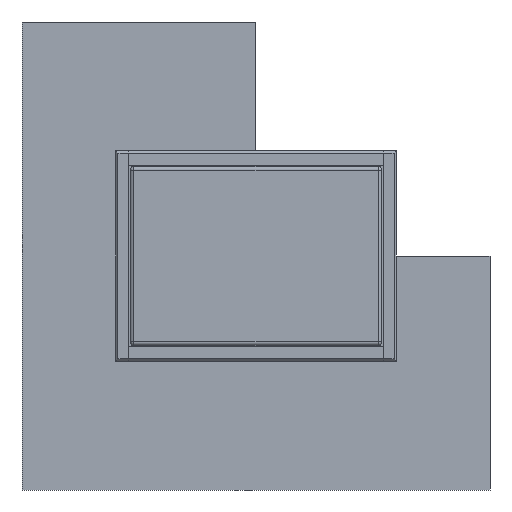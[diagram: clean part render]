
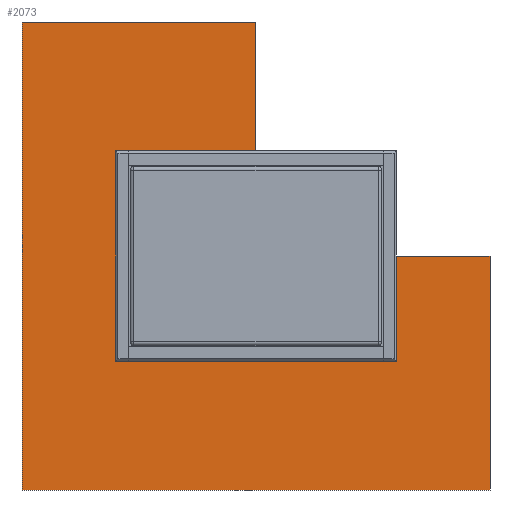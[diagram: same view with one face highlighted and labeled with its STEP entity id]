
A CAD part, front view. The second image highlights one B-rep face of the part: STEP entity #2073.
In plain terms, the highlighted planar face has unit normal (0, -1, 0).
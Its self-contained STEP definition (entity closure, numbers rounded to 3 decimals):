
#2073 = ADVANCED_FACE( '', ( #4506 ), #4507, .F. );
#4506 = FACE_OUTER_BOUND( '', #7499, .T. );
#4507 = PLANE( '', #7500 );
#7499 = EDGE_LOOP( '', ( #13007, #13008, #13009, #13010, #13011, #13012, #13013, #13014, #13015 ) );
#7500 = AXIS2_PLACEMENT_3D( '', #13016, #13017, #13018 );
#13007 = ORIENTED_EDGE( '', *, *, #18148, .T. );
#13008 = ORIENTED_EDGE( '', *, *, #20259, .T. );
#13009 = ORIENTED_EDGE( '', *, *, #18184, .T. );
#13010 = ORIENTED_EDGE( '', *, *, #20260, .T. );
#13011 = ORIENTED_EDGE( '', *, *, #18602, .T. );
#13012 = ORIENTED_EDGE( '', *, *, #18887, .T. );
#13013 = ORIENTED_EDGE( '', *, *, #20261, .T. );
#13014 = ORIENTED_EDGE( '', *, *, #20246, .T. );
#13015 = ORIENTED_EDGE( '', *, *, #18577, .T. );
#13016 = CARTESIAN_POINT( '', ( 0., 0., 0. ) );
#13017 = DIRECTION( '', ( 0., 1., 0. ) );
#13018 = DIRECTION( '', ( 0., 0., 1. ) );
#18148 = EDGE_CURVE( '', #21830, #21831, #21832, .T. );
#18184 = EDGE_CURVE( '', #21895, #21896, #21897, .T. );
#18577 = EDGE_CURVE( '', #22602, #21830, #22603, .T. );
#18602 = EDGE_CURVE( '', #22645, #22646, #22647, .T. );
#18887 = EDGE_CURVE( '', #22646, #23130, #23131, .T. );
#20246 = EDGE_CURVE( '', #25268, #22602, #25269, .T. );
#20259 = EDGE_CURVE( '', #21831, #21895, #25284, .T. );
#20260 = EDGE_CURVE( '', #21896, #22645, #25285, .T. );
#20261 = EDGE_CURVE( '', #23130, #25268, #25286, .T. );
#21830 = VERTEX_POINT( '', #27065 );
#21831 = VERTEX_POINT( '', #27066 );
#21832 = CIRCLE( '', #27067, 8. );
#21895 = VERTEX_POINT( '', #27168 );
#21896 = VERTEX_POINT( '', #27169 );
#21897 = LINE( '', #27170, #27171 );
#22602 = VERTEX_POINT( '', #28177 );
#22603 = LINE( '', #28178, #28179 );
#22645 = VERTEX_POINT( '', #28238 );
#22646 = VERTEX_POINT( '', #28239 );
#22647 = LINE( '', #28240, #28241 );
#23130 = VERTEX_POINT( '', #28956 );
#23131 = LINE( '', #28957, #28958 );
#25268 = VERTEX_POINT( '', #32162 );
#25269 = CIRCLE( '', #32163, 1. );
#25284 = LINE( '', #32184, #32185 );
#25285 = LINE( '', #32186, #32187 );
#25286 = LINE( '', #32188, #32189 );
#27065 = CARTESIAN_POINT( '', ( 8., 0., 0. ) );
#27066 = CARTESIAN_POINT( '', ( 0., 0., 8. ) );
#27067 = AXIS2_PLACEMENT_3D( '', #34782, #34783, #34784 );
#27168 = CARTESIAN_POINT( '', ( 0., 0., 20. ) );
#27169 = CARTESIAN_POINT( '', ( -20., 0., 20. ) );
#27170 = CARTESIAN_POINT( '', ( 0., 0., 20. ) );
#27171 = VECTOR( '', #34812, 1000. );
#28177 = CARTESIAN_POINT( '', ( 9.4, 0., 0. ) );
#28178 = CARTESIAN_POINT( '', ( 9.4, 0., 0. ) );
#28179 = VECTOR( '', #35229, 1000. );
#28238 = CARTESIAN_POINT( '', ( -20., 0., -20. ) );
#28239 = CARTESIAN_POINT( '', ( 20., 0., -20. ) );
#28240 = CARTESIAN_POINT( '', ( -20., 0., -20. ) );
#28241 = VECTOR( '', #35259, 1000. );
#28956 = CARTESIAN_POINT( '', ( 20., 0., 0. ) );
#28957 = CARTESIAN_POINT( '', ( 20., 0., -20. ) );
#28958 = VECTOR( '', #35537, 1000. );
#32162 = CARTESIAN_POINT( '', ( 11.4, 0., 0. ) );
#32163 = AXIS2_PLACEMENT_3D( '', #36922, #36923, #36924 );
#32184 = CARTESIAN_POINT( '', ( 0., 0., 8. ) );
#32185 = VECTOR( '', #36934, 1000. );
#32186 = CARTESIAN_POINT( '', ( -20., 0., 20. ) );
#32187 = VECTOR( '', #36935, 1000. );
#32188 = CARTESIAN_POINT( '', ( 20., 0., 0. ) );
#32189 = VECTOR( '', #36936, 1000. );
#34782 = CARTESIAN_POINT( '', ( 0., 0., 0. ) );
#34783 = DIRECTION( '', ( 0., 1., 0. ) );
#34784 = DIRECTION( '', ( 1., 0., 0. ) );
#34812 = DIRECTION( '', ( -1., 0., 0. ) );
#35229 = DIRECTION( '', ( -1., 0., 0. ) );
#35259 = DIRECTION( '', ( 1., 0., 0. ) );
#35537 = DIRECTION( '', ( 0., 0., 1. ) );
#36922 = CARTESIAN_POINT( '', ( 10.4, 0., 0. ) );
#36923 = DIRECTION( '', ( 0., 1., 0. ) );
#36924 = DIRECTION( '', ( 1., 0., 0. ) );
#36934 = DIRECTION( '', ( 0., 0., 1. ) );
#36935 = DIRECTION( '', ( 0., 0., -1. ) );
#36936 = DIRECTION( '', ( -1., 0., 0. ) );
